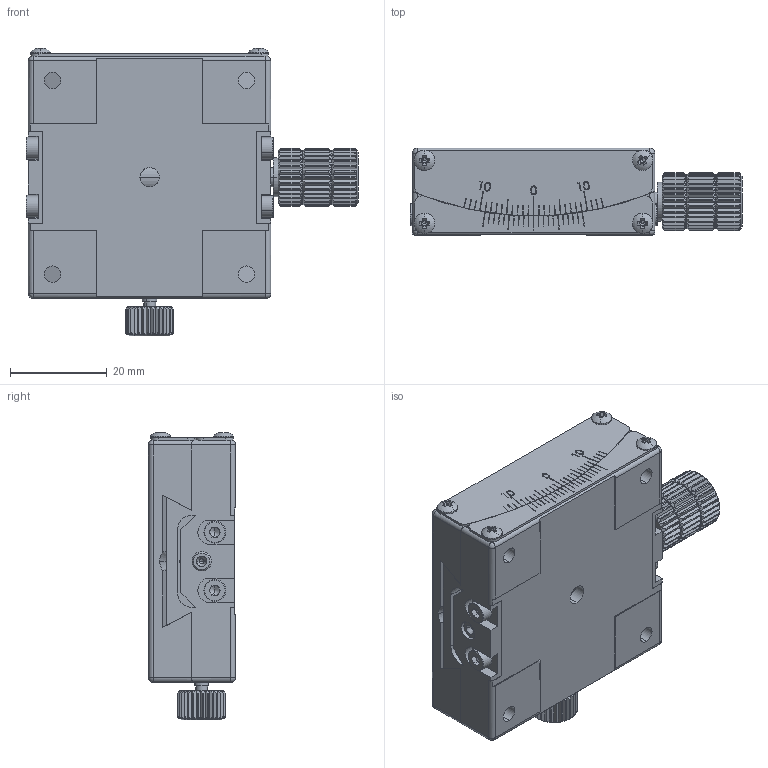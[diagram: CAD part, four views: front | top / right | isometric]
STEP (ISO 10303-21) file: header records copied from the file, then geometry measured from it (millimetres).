
FILE_DESCRIPTION (( 'STEP AP203' ), '1' );
FILE_NAME ('MXG5-50CS.STEP', '2011-09-07T09:56:15', ( 'user' ), ( '' ), 'SwSTEP 2.0', 'SolidWorks 2011', '' );
FILE_SCHEMA (( 'CONFIG_CONTROL_DESIGN' ));
Products named in the file (3): MXG5-50CS; Group2^MXG5-50CS; Group1^MXG5-50CS
Assembly tree (2 placements, depth 2):
  MXG5-50CS
    Group1^MXG5-50CS
    Group2^MXG5-50CS
Bounding box: 68.5 x 18 x 59.34 mm (x, y, z)
Volume: 44042.1 mm3; surface area: 21210.3 mm2
Topology: 4 solids, 11 shells, 1453 faces, 3781 edges, 2372 vertices
Faces by surface type: plane 740, cone 298, cylinder 286, torus 83, bspline 30, sphere 16
Entity records: 47900 total; most frequent: CARTESIAN_POINT 13565, ORIENTED_EDGE 7418, DIRECTION 6637, EDGE_CURVE 3709, AXIS2_PLACEMENT_3D 2499, VERTEX_POINT 2372, VECTOR 1639, LINE 1639
